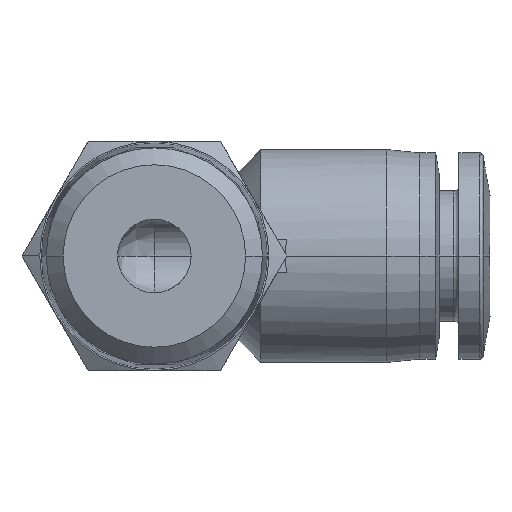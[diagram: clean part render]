
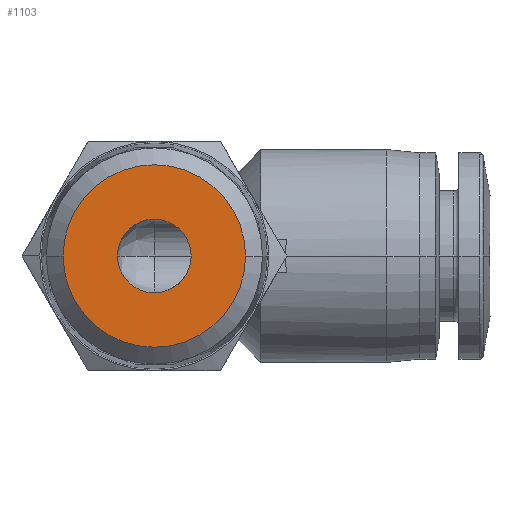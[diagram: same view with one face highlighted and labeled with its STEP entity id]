
A CAD part, front view. The second image highlights one B-rep face of the part: STEP entity #1103.
In plain terms, the highlighted planar face has unit normal (0, -1, 0).
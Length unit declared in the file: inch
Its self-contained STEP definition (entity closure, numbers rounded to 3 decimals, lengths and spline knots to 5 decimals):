
#209 = CIRCLE ( 'NONE', #2402, 0.08858 ) ;
#240 = AXIS2_PLACEMENT_3D ( 'NONE', #2496, #2567, #2467 ) ;
#322 = CARTESIAN_POINT ( 'NONE',  ( 0.08858, -0.64961, 0. ) ) ;
#577 = PLANE ( 'NONE',  #3716 ) ;
#602 = CARTESIAN_POINT ( 'NONE',  ( 0., -0.64961, 0. ) ) ;
#838 = EDGE_LOOP ( 'NONE', ( #2185, #2067 ) ) ;
#856 = EDGE_CURVE ( 'NONE', #3942, #1861, #3457, .T. ) ;
#927 = DIRECTION ( 'NONE',  ( -1., 0., 0. ) ) ;
#1046 = AXIS2_PLACEMENT_3D ( 'NONE', #1291, #3632, #1610 ) ;
#1103 = ADVANCED_FACE ( 'NONE', ( #2666, #2611 ), #577, .T. ) ;
#1121 = CARTESIAN_POINT ( 'NONE',  ( -0.08858, -0.64961, 0. ) ) ;
#1291 = CARTESIAN_POINT ( 'NONE',  ( 0., -0.64961, 0. ) ) ;
#1332 = CARTESIAN_POINT ( 'NONE',  ( 0., -0.64961, 0. ) ) ;
#1574 = DIRECTION ( 'NONE',  ( 1., 0., 0. ) ) ;
#1610 = DIRECTION ( 'NONE',  ( -1., 0., 0. ) ) ;
#1645 = DIRECTION ( 'NONE',  ( -1., 0., 0. ) ) ;
#1646 = DIRECTION ( 'NONE',  ( 0., -1., 0. ) ) ;
#1844 = CARTESIAN_POINT ( 'NONE',  ( -0.10968, -0.64961, 0. ) ) ;
#1861 = VERTEX_POINT ( 'NONE', #3735 ) ;
#1863 = CIRCLE ( 'NONE', #4044, 0.08858 ) ;
#2067 = ORIENTED_EDGE ( 'NONE', *, *, #2742, .T. ) ;
#2090 = ORIENTED_EDGE ( 'NONE', *, *, #856, .T. ) ;
#2151 = EDGE_CURVE ( 'NONE', #3754, #2767, #1863, .T. ) ;
#2173 = CARTESIAN_POINT ( 'NONE',  ( 0.21936, -0.64961, 0. ) ) ;
#2185 = ORIENTED_EDGE ( 'NONE', *, *, #2151, .T. ) ;
#2402 = AXIS2_PLACEMENT_3D ( 'NONE', #1332, #3669, #1645 ) ;
#2467 = DIRECTION ( 'NONE',  ( -1., 0., 0. ) ) ;
#2496 = CARTESIAN_POINT ( 'NONE',  ( 0., -0.64961, 0. ) ) ;
#2553 = CIRCLE ( 'NONE', #1046, 0.21936 ) ;
#2567 = DIRECTION ( 'NONE',  ( 0., -1., 0. ) ) ;
#2611 = FACE_OUTER_BOUND ( 'NONE', #3607, .T. ) ;
#2666 = FACE_BOUND ( 'NONE', #838, .T. ) ;
#2742 = EDGE_CURVE ( 'NONE', #2767, #3754, #209, .T. ) ;
#2767 = VERTEX_POINT ( 'NONE', #322 ) ;
#2905 = DIRECTION ( 'NONE',  ( 0., 1., 0. ) ) ;
#3211 = EDGE_CURVE ( 'NONE', #1861, #3942, #2553, .T. ) ;
#3272 = ORIENTED_EDGE ( 'NONE', *, *, #3211, .T. ) ;
#3457 = CIRCLE ( 'NONE', #240, 0.21936 ) ;
#3607 = EDGE_LOOP ( 'NONE', ( #3272, #2090 ) ) ;
#3632 = DIRECTION ( 'NONE',  ( 0., -1., 0. ) ) ;
#3669 = DIRECTION ( 'NONE',  ( 0., 1., 0. ) ) ;
#3716 = AXIS2_PLACEMENT_3D ( 'NONE', #1844, #1646, #1574 ) ;
#3735 = CARTESIAN_POINT ( 'NONE',  ( -0.21936, -0.64961, 0. ) ) ;
#3754 = VERTEX_POINT ( 'NONE', #1121 ) ;
#3942 = VERTEX_POINT ( 'NONE', #2173 ) ;
#4044 = AXIS2_PLACEMENT_3D ( 'NONE', #602, #2905, #927 ) ;
